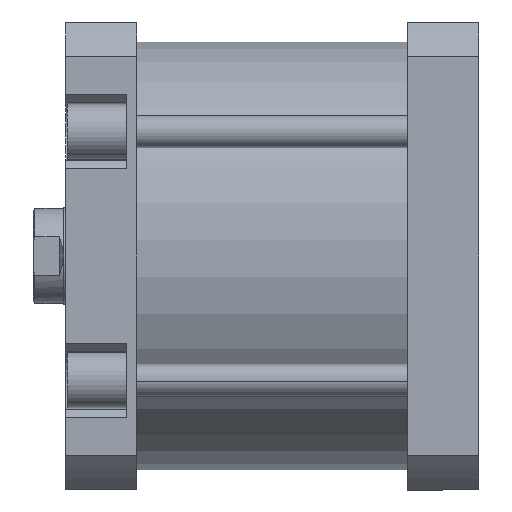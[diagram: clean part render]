
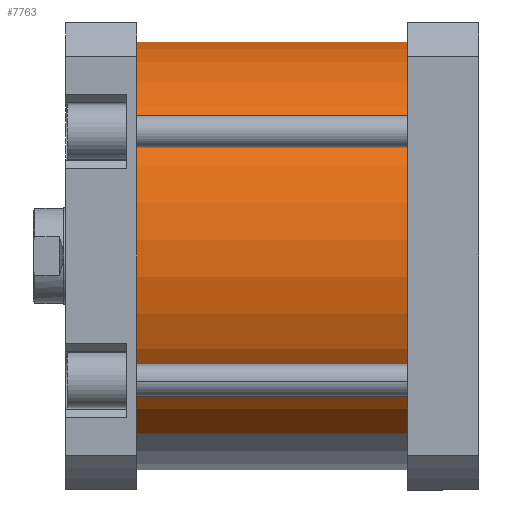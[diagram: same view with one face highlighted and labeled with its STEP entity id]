
A CAD part, front view. The second image highlights one B-rep face of the part: STEP entity #7763.
In plain terms, the highlighted cylindrical face has radius 66.5 mm (diameter 133 mm), a partial arc.
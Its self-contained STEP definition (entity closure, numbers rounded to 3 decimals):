
#982 = CARTESIAN_POINT ( 'NONE',  ( -66.5, 0., 0. ) ) ;
#983 = CARTESIAN_POINT ( 'NONE',  ( -66.5, 0., 84. ) ) ;
#987 = CARTESIAN_POINT ( 'NONE',  ( 66.5, 0., 84. ) ) ;
#992 = CARTESIAN_POINT ( 'NONE',  ( 66.5, 0., 0. ) ) ;
#1821 = CIRCLE ( 'NONE', #3580, 66.5 ) ;
#1826 = CIRCLE ( 'NONE', #3596, 66.5 ) ;
#2077 = AXIS2_PLACEMENT_3D ( 'NONE', #5521, #5497, #5415 ) ;
#2125 = VECTOR ( 'NONE', #6745, 1000. ) ;
#2126 = LINE ( 'NONE', #6755, #2125 ) ;
#2127 = VECTOR ( 'NONE', #6790, 1000. ) ;
#2130 = LINE ( 'NONE', #6793, #2127 ) ;
#3080 = FACE_OUTER_BOUND ( 'NONE', #5058, .T. ) ;
#3083 = CYLINDRICAL_SURFACE ( 'NONE', #2077, 66.5 ) ;
#3439 = EDGE_CURVE ( 'NONE', #6689, #6693, #2130, .T. ) ;
#3442 = EDGE_CURVE ( 'NONE', #6689, #6680, #1826, .T. ) ;
#3450 = EDGE_CURVE ( 'NONE', #6693, #6645, #1821, .T. ) ;
#3463 = EDGE_CURVE ( 'NONE', #6680, #6645, #2126, .T. ) ;
#3580 = AXIS2_PLACEMENT_3D ( 'NONE', #6773, #6763, #6762 ) ;
#3596 = AXIS2_PLACEMENT_3D ( 'NONE', #6783, #6781, #6780 ) ;
#4072 = ORIENTED_EDGE ( 'NONE', *, *, #3450, .T. ) ;
#4225 = ORIENTED_EDGE ( 'NONE', *, *, #3463, .F. ) ;
#4286 = ORIENTED_EDGE ( 'NONE', *, *, #3442, .F. ) ;
#4304 = ORIENTED_EDGE ( 'NONE', *, *, #3439, .T. ) ;
#5058 = EDGE_LOOP ( 'NONE', ( #4225, #4286, #4304, #4072 ) ) ;
#5415 = DIRECTION ( 'NONE',  ( -1., 0., 0. ) ) ;
#5497 = DIRECTION ( 'NONE',  ( 0., 0., -1. ) ) ;
#5521 = CARTESIAN_POINT ( 'NONE',  ( 0., 0., 84. ) ) ;
#6645 = VERTEX_POINT ( 'NONE', #992 ) ;
#6680 = VERTEX_POINT ( 'NONE', #987 ) ;
#6689 = VERTEX_POINT ( 'NONE', #983 ) ;
#6693 = VERTEX_POINT ( 'NONE', #982 ) ;
#6745 = DIRECTION ( 'NONE',  ( 0., 0., -1. ) ) ;
#6755 = CARTESIAN_POINT ( 'NONE',  ( 66.5, 0., 84. ) ) ;
#6762 = DIRECTION ( 'NONE',  ( 1., 0., 0. ) ) ;
#6763 = DIRECTION ( 'NONE',  ( 0., 0., 1. ) ) ;
#6773 = CARTESIAN_POINT ( 'NONE',  ( 0., 0., 0. ) ) ;
#6780 = DIRECTION ( 'NONE',  ( 1., 0., 0. ) ) ;
#6781 = DIRECTION ( 'NONE',  ( 0., 0., 1. ) ) ;
#6783 = CARTESIAN_POINT ( 'NONE',  ( 0., 0., 84. ) ) ;
#6790 = DIRECTION ( 'NONE',  ( 0., 0., -1. ) ) ;
#6793 = CARTESIAN_POINT ( 'NONE',  ( -66.5, 0., 84. ) ) ;
#7763 = ADVANCED_FACE ( 'NONE', ( #3080 ), #3083, .T. ) ;
